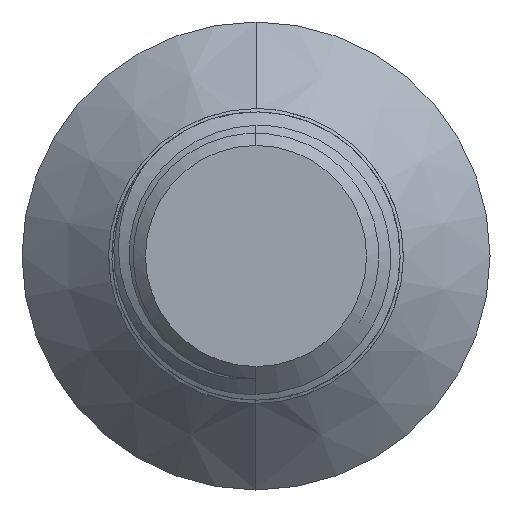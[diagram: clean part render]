
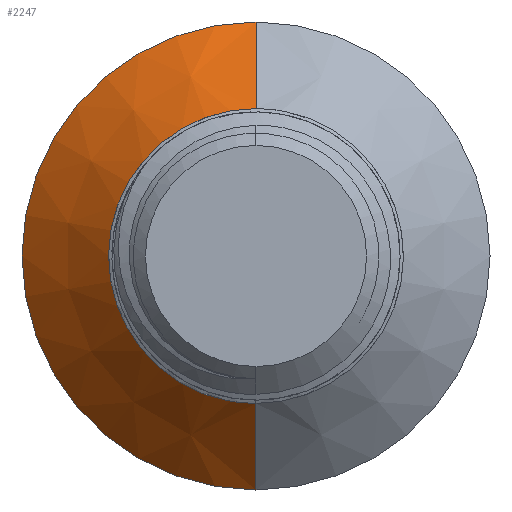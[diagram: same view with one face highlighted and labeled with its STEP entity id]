
A CAD part, left-side view. The second image highlights one B-rep face of the part: STEP entity #2247.
In plain terms, the highlighted conical face has half-angle 45 degrees and reference radius 9.525 mm.
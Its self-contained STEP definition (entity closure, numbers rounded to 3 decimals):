
#16 = AXIS2_PLACEMENT_3D ( 'NONE', #2369, #2616, #564 ) ;
#218 = VERTEX_POINT ( 'NONE', #2476 ) ;
#341 = FACE_OUTER_BOUND ( 'NONE', #1936, .T. ) ;
#350 = CONICAL_SURFACE ( 'NONE', #2547, 9.525, 0.785 ) ;
#564 = DIRECTION ( 'NONE',  ( 0., 0., -1. ) ) ;
#678 = VERTEX_POINT ( 'NONE', #2474 ) ;
#809 = VERTEX_POINT ( 'NONE', #1535 ) ;
#945 = ORIENTED_EDGE ( 'NONE', *, *, #1256, .F. ) ;
#1199 = CIRCLE ( 'NONE', #1339, 6. ) ;
#1240 = DIRECTION ( 'NONE',  ( -1., 0., 0. ) ) ;
#1244 = CIRCLE ( 'NONE', #16, 9.525 ) ;
#1256 = EDGE_CURVE ( 'NONE', #218, #2037, #2651, .T. ) ;
#1339 = AXIS2_PLACEMENT_3D ( 'NONE', #2176, #1240, #2160 ) ;
#1498 = DIRECTION ( 'NONE',  ( 0.707, 0., -0.707 ) ) ;
#1530 = ORIENTED_EDGE ( 'NONE', *, *, #1879, .T. ) ;
#1535 = CARTESIAN_POINT ( 'NONE',  ( 198.475, 0., 6. ) ) ;
#1619 = ORIENTED_EDGE ( 'NONE', *, *, #2155, .F. ) ;
#1879 = EDGE_CURVE ( 'NONE', #809, #678, #2189, .T. ) ;
#1927 = ORIENTED_EDGE ( 'NONE', *, *, #1969, .F. ) ;
#1936 = EDGE_LOOP ( 'NONE', ( #1927, #1530, #1619, #945 ) ) ;
#1952 = DIRECTION ( 'NONE',  ( 0., 0., -1. ) ) ;
#1969 = EDGE_CURVE ( 'NONE', #809, #218, #1199, .T. ) ;
#2037 = VERTEX_POINT ( 'NONE', #2384 ) ;
#2155 = EDGE_CURVE ( 'NONE', #2037, #678, #1244, .T. ) ;
#2160 = DIRECTION ( 'NONE',  ( 0., 0., -1. ) ) ;
#2176 = CARTESIAN_POINT ( 'NONE',  ( 198.475, 0., 0. ) ) ;
#2189 = LINE ( 'NONE', #2612, #2880 ) ;
#2247 = ADVANCED_FACE ( 'NONE', ( #341 ), #350, .T. ) ;
#2369 = CARTESIAN_POINT ( 'NONE',  ( 202., 0., 0. ) ) ;
#2384 = CARTESIAN_POINT ( 'NONE',  ( 202., 0., -9.525 ) ) ;
#2399 = DIRECTION ( 'NONE',  ( 1., 0., 0. ) ) ;
#2474 = CARTESIAN_POINT ( 'NONE',  ( 202., 0., 9.525 ) ) ;
#2476 = CARTESIAN_POINT ( 'NONE',  ( 198.475, 0., -6. ) ) ;
#2547 = AXIS2_PLACEMENT_3D ( 'NONE', #2631, #2399, #1952 ) ;
#2589 = VECTOR ( 'NONE', #1498, 1000. ) ;
#2612 = CARTESIAN_POINT ( 'NONE',  ( 202., 0., 9.525 ) ) ;
#2616 = DIRECTION ( 'NONE',  ( 1., 0., 0. ) ) ;
#2631 = CARTESIAN_POINT ( 'NONE',  ( 202., 0., 0. ) ) ;
#2651 = LINE ( 'NONE', #2901, #2589 ) ;
#2880 = VECTOR ( 'NONE', #2893, 1000. ) ;
#2893 = DIRECTION ( 'NONE',  ( 0.707, 0., 0.707 ) ) ;
#2901 = CARTESIAN_POINT ( 'NONE',  ( 202., 0., -9.525 ) ) ;
